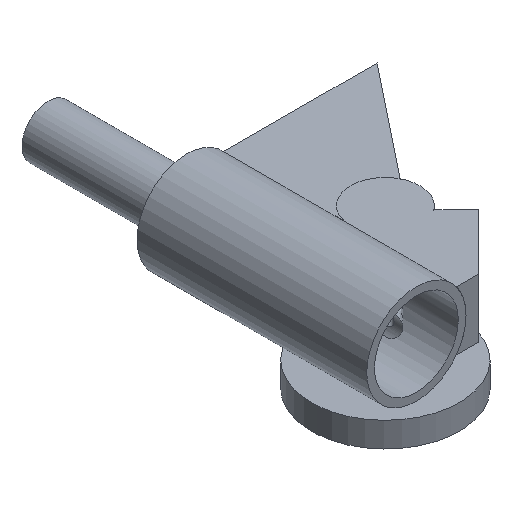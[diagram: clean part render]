
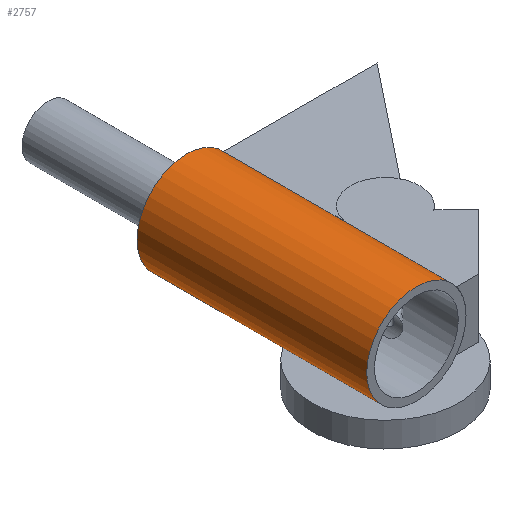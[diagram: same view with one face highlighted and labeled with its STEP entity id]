
A CAD part, isometric view. The second image highlights one B-rep face of the part: STEP entity #2757.
In plain terms, the highlighted cylindrical face has radius 8 mm (diameter 16 mm), a full revolution.
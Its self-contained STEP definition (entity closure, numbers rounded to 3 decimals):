
#103=FACE_BOUND('',#446,.T.);
#274=FACE_OUTER_BOUND('',#445,.T.);
#445=EDGE_LOOP('',(#2247,#2248,#2249,#2250));
#446=EDGE_LOOP('',(#2251,#2252));
#626=B_SPLINE_CURVE_WITH_KNOTS('',3,(#9218,#9219,#9220,#9221,#9222,#9223,
#9224,#9225,#9226,#9227,#9228,#9229,#9230,#9231,#9232,#9233,#9234,#9235),
 .UNSPECIFIED.,.F.,.F.,(4,2,2,2,2,2,2,2,4),(0.,0.101,0.203,
0.276,0.35,0.423,0.497,
0.598,0.7),.UNSPECIFIED.);
#627=B_SPLINE_CURVE_WITH_KNOTS('',3,(#9236,#9237,#9238,#9239,#9240,#9241,
#9242,#9243,#9244,#9245,#9246,#9247,#9248,#9249,#9250,#9251,#9252,#9253,
#9254,#9255,#9256,#9257),.UNSPECIFIED.,.F.,.F.,(4,2,2,2,2,2,2,2,2,2,4),
(0.7,0.817,0.934,1.01,
1.048,1.086,1.124,1.163,1.239,
1.356,1.473),.UNSPECIFIED.);
#743=CIRCLE('',#3053,8.);
#746=CIRCLE('',#3059,8.);
#856=LINE('',#9265,#997);
#997=VECTOR('',#3539,8.);
#1225=VERTEX_POINT('',#9168);
#1229=VERTEX_POINT('',#9215);
#1230=VERTEX_POINT('',#9217);
#1232=VERTEX_POINT('',#9263);
#1584=EDGE_CURVE('',#1225,#1225,#743,.T.);
#1589=EDGE_CURVE('',#1230,#1229,#626,.T.);
#1590=EDGE_CURVE('',#1229,#1230,#627,.T.);
#1593=EDGE_CURVE('',#1232,#1232,#746,.T.);
#1594=EDGE_CURVE('',#1232,#1225,#856,.T.);
#2247=ORIENTED_EDGE('',*,*,#1593,.F.);
#2248=ORIENTED_EDGE('',*,*,#1594,.T.);
#2249=ORIENTED_EDGE('',*,*,#1584,.F.);
#2250=ORIENTED_EDGE('',*,*,#1594,.F.);
#2251=ORIENTED_EDGE('',*,*,#1589,.T.);
#2252=ORIENTED_EDGE('',*,*,#1590,.T.);
#2642=CYLINDRICAL_SURFACE('',#3058,8.);
#2757=ADVANCED_FACE('',(#274,#103),#2642,.T.);
#3053=AXIS2_PLACEMENT_3D('',#9169,#3523,#3524);
#3058=AXIS2_PLACEMENT_3D('',#9262,#3535,#3536);
#3059=AXIS2_PLACEMENT_3D('',#9264,#3537,#3538);
#3523=DIRECTION('center_axis',(0.,-1.,0.));
#3524=DIRECTION('ref_axis',(1.,0.,0.));
#3535=DIRECTION('center_axis',(0.,1.,0.));
#3536=DIRECTION('ref_axis',(1.,0.,0.));
#3537=DIRECTION('center_axis',(0.,1.,0.));
#3538=DIRECTION('ref_axis',(1.,0.,0.));
#3539=DIRECTION('',(0.,-1.,0.));
#9168=CARTESIAN_POINT('',(-8.,-5.,0.));
#9169=CARTESIAN_POINT('Origin',(0.,-5.,0.));
#9215=CARTESIAN_POINT('',(7.746,7.746,2.));
#9217=CARTESIAN_POINT('',(7.746,7.746,-2.));
#9218=CARTESIAN_POINT('Ctrl Pts',(7.746,7.746,-2.));
#9219=CARTESIAN_POINT('Ctrl Pts',(7.746,7.408,-2.));
#9220=CARTESIAN_POINT('Ctrl Pts',(7.758,7.042,-1.955));
#9221=CARTESIAN_POINT('Ctrl Pts',(7.809,6.357,-1.739));
#9222=CARTESIAN_POINT('Ctrl Pts',(7.848,6.04,-1.567));
#9223=CARTESIAN_POINT('Ctrl Pts',(7.914,5.609,-1.18));
#9224=CARTESIAN_POINT('Ctrl Pts',(7.944,5.446,-0.971));
#9225=CARTESIAN_POINT('Ctrl Pts',(7.988,5.227,-0.504));
#9226=CARTESIAN_POINT('Ctrl Pts',(8.,5.172,-0.245));
#9227=CARTESIAN_POINT('Ctrl Pts',(8.,5.172,0.245));
#9228=CARTESIAN_POINT('Ctrl Pts',(7.988,5.227,0.504));
#9229=CARTESIAN_POINT('Ctrl Pts',(7.944,5.446,0.971));
#9230=CARTESIAN_POINT('Ctrl Pts',(7.914,5.609,1.18));
#9231=CARTESIAN_POINT('Ctrl Pts',(7.848,6.04,1.567));
#9232=CARTESIAN_POINT('Ctrl Pts',(7.809,6.357,1.739));
#9233=CARTESIAN_POINT('Ctrl Pts',(7.758,7.042,1.955));
#9234=CARTESIAN_POINT('Ctrl Pts',(7.746,7.408,2.));
#9235=CARTESIAN_POINT('Ctrl Pts',(7.746,7.746,2.));
#9236=CARTESIAN_POINT('Ctrl Pts',(7.746,7.746,2.));
#9237=CARTESIAN_POINT('Ctrl Pts',(7.746,8.137,2.));
#9238=CARTESIAN_POINT('Ctrl Pts',(7.762,8.558,1.941));
#9239=CARTESIAN_POINT('Ctrl Pts',(7.818,9.361,1.701));
#9240=CARTESIAN_POINT('Ctrl Pts',(7.857,9.742,1.522));
#9241=CARTESIAN_POINT('Ctrl Pts',(7.92,10.258,1.142));
#9242=CARTESIAN_POINT('Ctrl Pts',(7.947,10.458,0.95));
#9243=CARTESIAN_POINT('Ctrl Pts',(7.977,10.672,0.617));
#9244=CARTESIAN_POINT('Ctrl Pts',(7.985,10.73,0.499));
#9245=CARTESIAN_POINT('Ctrl Pts',(7.997,10.808,0.254));
#9246=CARTESIAN_POINT('Ctrl Pts',(8.,10.828,0.127));
#9247=CARTESIAN_POINT('Ctrl Pts',(8.,10.828,-0.127));
#9248=CARTESIAN_POINT('Ctrl Pts',(7.997,10.808,-0.254));
#9249=CARTESIAN_POINT('Ctrl Pts',(7.985,10.73,-0.499));
#9250=CARTESIAN_POINT('Ctrl Pts',(7.977,10.672,-0.617));
#9251=CARTESIAN_POINT('Ctrl Pts',(7.947,10.458,-0.95));
#9252=CARTESIAN_POINT('Ctrl Pts',(7.92,10.258,-1.142));
#9253=CARTESIAN_POINT('Ctrl Pts',(7.857,9.742,-1.522));
#9254=CARTESIAN_POINT('Ctrl Pts',(7.818,9.361,-1.701));
#9255=CARTESIAN_POINT('Ctrl Pts',(7.762,8.558,-1.941));
#9256=CARTESIAN_POINT('Ctrl Pts',(7.746,8.137,-2.));
#9257=CARTESIAN_POINT('Ctrl Pts',(7.746,7.746,-2.));
#9262=CARTESIAN_POINT('Origin',(0.,0.,0.));
#9263=CARTESIAN_POINT('',(-8.,32.,0.));
#9264=CARTESIAN_POINT('Origin',(0.,32.,0.));
#9265=CARTESIAN_POINT('',(-8.,0.,0.));
